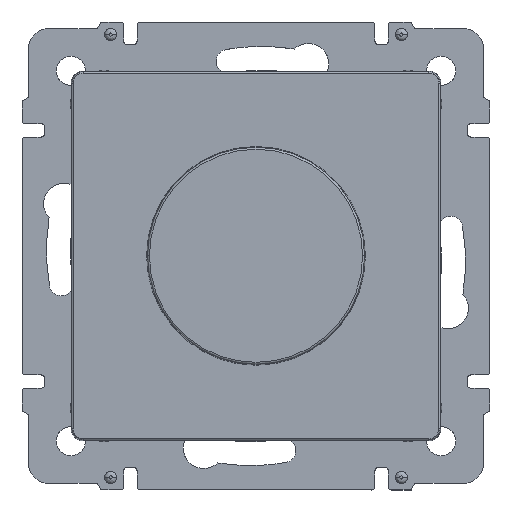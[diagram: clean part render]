
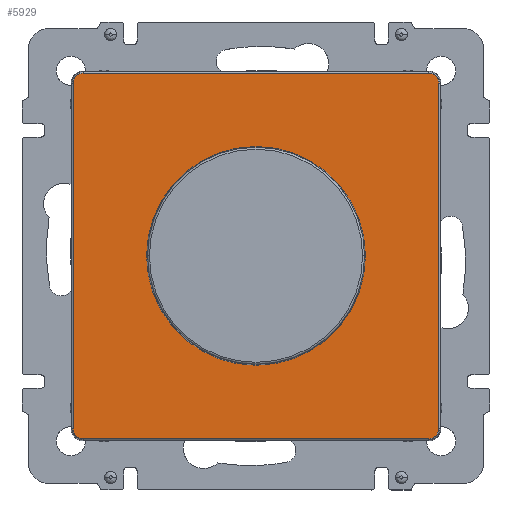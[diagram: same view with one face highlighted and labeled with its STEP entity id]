
A CAD part, top view. The second image highlights one B-rep face of the part: STEP entity #5929.
In plain terms, the highlighted face is planar.
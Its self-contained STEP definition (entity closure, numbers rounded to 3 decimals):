
#78 = CARTESIAN_POINT ( 'NONE',  ( -3.742, 60.508, -9.7 ) ) ;
#225 = VERTEX_POINT ( 'NONE', #5251 ) ;
#285 = VERTEX_POINT ( 'NONE', #1804 ) ;
#365 = CARTESIAN_POINT ( 'NONE',  ( -3.742, 60.508, -9.7 ) ) ;
#400 = CARTESIAN_POINT ( 'NONE',  ( -3.938, 7.51, -9.7 ) ) ;
#441 = CARTESIAN_POINT ( 'NONE',  ( -59.058, 60.508, -9.7 ) ) ;
#546 = CARTESIAN_POINT ( 'NONE',  ( -4.509, 6.939, -9.7 ) ) ;
#620 = VERTEX_POINT ( 'NONE', #1659 ) ;
#631 = DIRECTION ( 'NONE',  ( 1., 0., 0. ) ) ;
#732 = CARTESIAN_POINT ( 'NONE',  ( -57.508, 6.742, -9.7 ) ) ;
#779 = CARTESIAN_POINT ( 'NONE',  ( -57.713, 6.742, -9.7 ) ) ;
#826 = CARTESIAN_POINT ( 'NONE',  ( -58.861, 7.509, -9.7 ) ) ;
#983 = ORIENTED_EDGE ( 'NONE', *, *, #5691, .T. ) ;
#1102 = CARTESIAN_POINT ( 'NONE',  ( -3.742, 8.087, -9.7 ) ) ;
#1171 = DIRECTION ( 'NONE',  ( 1., 0., 0. ) ) ;
#1187 = CARTESIAN_POINT ( 'NONE',  ( -3.742, 60.508, -9.7 ) ) ;
#1334 = CARTESIAN_POINT ( 'NONE',  ( -4.888, 62.018, -9.7 ) ) ;
#1480 = CARTESIAN_POINT ( 'NONE',  ( -3.781, 60.912, -9.7 ) ) ;
#1500 = CARTESIAN_POINT ( 'NONE',  ( -31.4, 34.4, -9.7 ) ) ;
#1522 = CARTESIAN_POINT ( 'NONE',  ( -58.29, 6.938, -9.7 ) ) ;
#1596 = B_SPLINE_CURVE_WITH_KNOTS ( 'NONE', 3,
 ( #732, #779, #7702, #1522, #4271, #7798, #826, #3478, #6316, #9144 ),
 .UNSPECIFIED., .F., .F.,
 ( 4, 2, 2, 2, 4 ),
 ( 0., 0.25, 0.5, 0.75, 1. ),
 .UNSPECIFIED. ) ;
#1626 = EDGE_CURVE ( 'NONE', #285, #6867, #9071, .T. ) ;
#1657 = ORIENTED_EDGE ( 'NONE', *, *, #6659, .T. ) ;
#1659 = CARTESIAN_POINT ( 'NONE',  ( -3.742, 8.292, -9.7 ) ) ;
#1804 = CARTESIAN_POINT ( 'NONE',  ( -57.508, 62.058, -9.7 ) ) ;
#1897 = CARTESIAN_POINT ( 'NONE',  ( -3.782, 7.888, -9.7 ) ) ;
#1916 = AXIS2_PLACEMENT_3D ( 'NONE', #2030, #5063, #631 ) ;
#1924 = CARTESIAN_POINT ( 'NONE',  ( -59.058, 60.713, -9.7 ) ) ;
#1985 = VERTEX_POINT ( 'NONE', #7475 ) ;
#2015 = CARTESIAN_POINT ( 'NONE',  ( -58.46, 61.749, -9.7 ) ) ;
#2030 = CARTESIAN_POINT ( 'NONE',  ( -31.4, 34.4, -9.7 ) ) ;
#2061 = CARTESIAN_POINT ( 'NONE',  ( -58.862, 61.29, -9.7 ) ) ;
#2074 = CARTESIAN_POINT ( 'NONE',  ( -59.058, 8.292, -9.7 ) ) ;
#2121 = VERTEX_POINT ( 'NONE', #8121 ) ;
#2246 = B_SPLINE_CURVE_WITH_KNOTS ( 'NONE', 3,
 ( #4040, #1102, #1897, #400, #8860, #2498, #546, #3952, #2540, #3996 ),
 .UNSPECIFIED., .F., .F.,
 ( 4, 2, 2, 2, 4 ),
 ( 0., 0.25, 0.5, 0.75, 1. ),
 .UNSPECIFIED. ) ;
#2498 = CARTESIAN_POINT ( 'NONE',  ( -4.34, 7.051, -9.7 ) ) ;
#2540 = CARTESIAN_POINT ( 'NONE',  ( -5.086, 6.742, -9.7 ) ) ;
#2775 = CARTESIAN_POINT ( 'NONE',  ( -3.939, 61.291, -9.7 ) ) ;
#2841 = DIRECTION ( 'NONE',  ( 0., 0., 1. ) ) ;
#2915 = CARTESIAN_POINT ( 'NONE',  ( -4.341, 61.748, -9.7 ) ) ;
#2984 = LINE ( 'NONE', #9164, #4506 ) ;
#3129 = EDGE_CURVE ( 'NONE', #7304, #2121, #5483, .T. ) ;
#3337 = AXIS2_PLACEMENT_3D ( 'NONE', #1500, #2841, #8646 ) ;
#3347 = PLANE ( 'NONE',  #5340 ) ;
#3416 = CARTESIAN_POINT ( 'NONE',  ( -59.058, 60.508, -9.7 ) ) ;
#3478 = CARTESIAN_POINT ( 'NONE',  ( -59.019, 7.888, -9.7 ) ) ;
#3506 = DIRECTION ( 'NONE',  ( 0., 1., 0. ) ) ;
#3513 = CARTESIAN_POINT ( 'NONE',  ( -58.291, 61.861, -9.7 ) ) ;
#3622 = CARTESIAN_POINT ( 'NONE',  ( -5.292, 62.058, -9.7 ) ) ;
#3756 = EDGE_CURVE ( 'NONE', #620, #7304, #2246, .T. ) ;
#3792 = CIRCLE ( 'NONE', #3337, 16.549 ) ;
#3952 = CARTESIAN_POINT ( 'NONE',  ( -4.888, 6.781, -9.7 ) ) ;
#3996 = CARTESIAN_POINT ( 'NONE',  ( -5.292, 6.742, -9.7 ) ) ;
#4024 = DIRECTION ( 'NONE',  ( 0., -1., 0. ) ) ;
#4035 = EDGE_CURVE ( 'NONE', #5219, #285, #7786, .T. ) ;
#4040 = CARTESIAN_POINT ( 'NONE',  ( -3.742, 8.292, -9.7 ) ) ;
#4057 = CARTESIAN_POINT ( 'NONE',  ( -57.508, 62.058, -9.7 ) ) ;
#4065 = CARTESIAN_POINT ( 'NONE',  ( -57.912, 62.019, -9.7 ) ) ;
#4110 = ORIENTED_EDGE ( 'NONE', *, *, #6886, .T. ) ;
#4115 = VECTOR ( 'NONE', #6968, 1000. ) ;
#4139 = FACE_OUTER_BOUND ( 'NONE', #5627, .T. ) ;
#4159 = CARTESIAN_POINT ( 'NONE',  ( -57.714, 62.058, -9.7 ) ) ;
#4271 = CARTESIAN_POINT ( 'NONE',  ( -58.459, 7.052, -9.7 ) ) ;
#4393 = ORIENTED_EDGE ( 'NONE', *, *, #1626, .T. ) ;
#4506 = VECTOR ( 'NONE', #3506, 1000. ) ;
#4516 = ORIENTED_EDGE ( 'NONE', *, *, #3756, .T. ) ;
#4519 = EDGE_CURVE ( 'NONE', #5268, #5219, #2984, .T. ) ;
#4753 = CIRCLE ( 'NONE', #1916, 16.549 ) ;
#4808 = CARTESIAN_POINT ( 'NONE',  ( -59.018, 60.912, -9.7 ) ) ;
#4885 = CARTESIAN_POINT ( 'NONE',  ( -58.604, 7.196, -9.7 ) ) ;
#4907 = CARTESIAN_POINT ( 'NONE',  ( -5.292, 6.742, -9.7 ) ) ;
#5063 = DIRECTION ( 'NONE',  ( 0., 0., 1. ) ) ;
#5146 = VECTOR ( 'NONE', #1171, 1000. ) ;
#5219 = VERTEX_POINT ( 'NONE', #441 ) ;
#5251 = CARTESIAN_POINT ( 'NONE',  ( -47.949, 34.4, -9.7 ) ) ;
#5268 = VERTEX_POINT ( 'NONE', #2074 ) ;
#5340 = AXIS2_PLACEMENT_3D ( 'NONE', #4885, #5529, #6189 ) ;
#5483 = LINE ( 'NONE', #8315, #4115 ) ;
#5529 = DIRECTION ( 'NONE',  ( 0., 0., 1. ) ) ;
#5627 = EDGE_LOOP ( 'NONE', ( #8829, #7543, #6580, #4393, #4110, #1657, #4516, #7357 ) ) ;
#5691 = EDGE_CURVE ( 'NONE', #225, #1985, #3792, .T. ) ;
#5830 = B_SPLINE_CURVE_WITH_KNOTS ( 'NONE', 3,
 ( #3622, #7701, #1334, #7002, #2915, #7846, #2775, #1480, #6455, #78 ),
 .UNSPECIFIED., .F., .F.,
 ( 4, 2, 2, 2, 4 ),
 ( 0., 0.25, 0.5, 0.75, 1. ),
 .UNSPECIFIED. ) ;
#5929 = ADVANCED_FACE ( 'NONE', ( #4139, #8268 ), #3347, .F. ) ;
#6189 = DIRECTION ( 'NONE',  ( 1., 0., 0. ) ) ;
#6207 = CARTESIAN_POINT ( 'NONE',  ( -57.508, 62.058, -9.7 ) ) ;
#6316 = CARTESIAN_POINT ( 'NONE',  ( -59.058, 8.086, -9.7 ) ) ;
#6455 = CARTESIAN_POINT ( 'NONE',  ( -3.742, 60.714, -9.7 ) ) ;
#6508 = EDGE_CURVE ( 'NONE', #2121, #5268, #1596, .T. ) ;
#6580 = ORIENTED_EDGE ( 'NONE', *, *, #4035, .T. ) ;
#6659 = EDGE_CURVE ( 'NONE', #7975, #620, #6904, .T. ) ;
#6860 = EDGE_CURVE ( 'NONE', #1985, #225, #4753, .T. ) ;
#6867 = VERTEX_POINT ( 'NONE', #7148 ) ;
#6886 = EDGE_CURVE ( 'NONE', #6867, #7975, #5830, .T. ) ;
#6904 = LINE ( 'NONE', #1187, #9041 ) ;
#6968 = DIRECTION ( 'NONE',  ( -1., 0., 0. ) ) ;
#7002 = CARTESIAN_POINT ( 'NONE',  ( -4.51, 61.862, -9.7 ) ) ;
#7031 = CARTESIAN_POINT ( 'NONE',  ( -58.748, 61.459, -9.7 ) ) ;
#7148 = CARTESIAN_POINT ( 'NONE',  ( -5.292, 62.058, -9.7 ) ) ;
#7304 = VERTEX_POINT ( 'NONE', #4907 ) ;
#7357 = ORIENTED_EDGE ( 'NONE', *, *, #3129, .T. ) ;
#7475 = CARTESIAN_POINT ( 'NONE',  ( -14.851, 34.4, -9.7 ) ) ;
#7543 = ORIENTED_EDGE ( 'NONE', *, *, #4519, .T. ) ;
#7701 = CARTESIAN_POINT ( 'NONE',  ( -5.087, 62.058, -9.7 ) ) ;
#7702 = CARTESIAN_POINT ( 'NONE',  ( -57.912, 6.782, -9.7 ) ) ;
#7786 = B_SPLINE_CURVE_WITH_KNOTS ( 'NONE', 3,
 ( #3416, #1924, #4808, #2061, #7031, #2015, #3513, #4065, #4159, #6207 ),
 .UNSPECIFIED., .F., .F.,
 ( 4, 2, 2, 2, 4 ),
 ( 0., 0.25, 0.5, 0.75, 1. ),
 .UNSPECIFIED. ) ;
#7798 = CARTESIAN_POINT ( 'NONE',  ( -58.749, 7.34, -9.7 ) ) ;
#7846 = CARTESIAN_POINT ( 'NONE',  ( -4.051, 61.46, -9.7 ) ) ;
#7866 = EDGE_LOOP ( 'NONE', ( #983, #7868 ) ) ;
#7868 = ORIENTED_EDGE ( 'NONE', *, *, #6860, .T. ) ;
#7975 = VERTEX_POINT ( 'NONE', #365 ) ;
#8121 = CARTESIAN_POINT ( 'NONE',  ( -57.508, 6.742, -9.7 ) ) ;
#8268 = FACE_BOUND ( 'NONE', #7866, .T. ) ;
#8315 = CARTESIAN_POINT ( 'NONE',  ( -5.292, 6.742, -9.7 ) ) ;
#8646 = DIRECTION ( 'NONE',  ( 1., 0., 0. ) ) ;
#8829 = ORIENTED_EDGE ( 'NONE', *, *, #6508, .T. ) ;
#8860 = CARTESIAN_POINT ( 'NONE',  ( -4.052, 7.341, -9.7 ) ) ;
#9041 = VECTOR ( 'NONE', #4024, 1000. ) ;
#9071 = LINE ( 'NONE', #4057, #5146 ) ;
#9144 = CARTESIAN_POINT ( 'NONE',  ( -59.058, 8.292, -9.7 ) ) ;
#9164 = CARTESIAN_POINT ( 'NONE',  ( -59.058, 8.292, -9.7 ) ) ;
